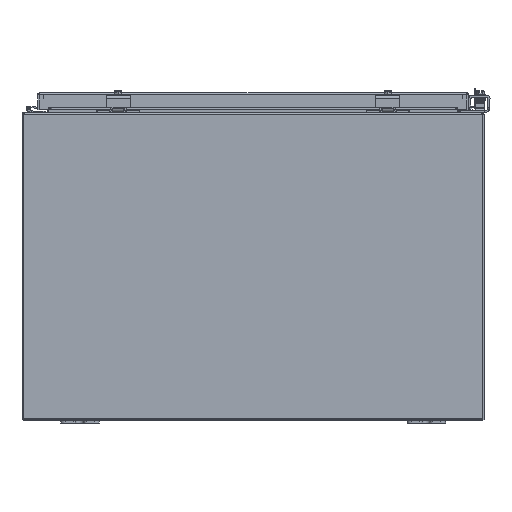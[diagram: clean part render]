
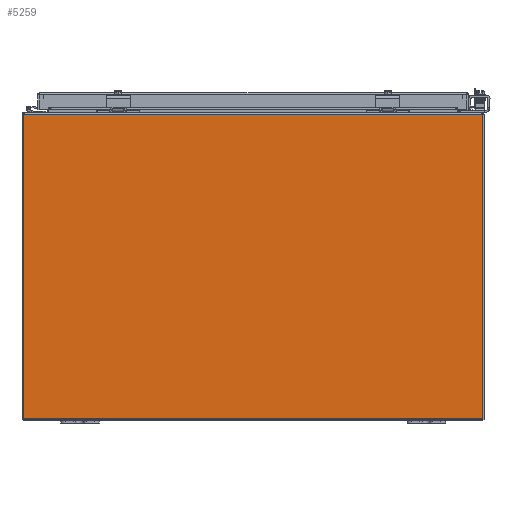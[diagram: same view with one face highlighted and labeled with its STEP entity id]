
A CAD part, front view. The second image highlights one B-rep face of the part: STEP entity #5259.
In plain terms, the highlighted planar face has unit normal (0, -1, 0).
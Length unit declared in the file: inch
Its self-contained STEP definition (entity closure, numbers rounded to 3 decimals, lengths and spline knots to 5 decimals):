
#4594=CARTESIAN_POINT('',(0.,0.,15.89475));
#4595=VERTEX_POINT('',#4594);
#4794=CARTESIAN_POINT('',(23.852,0.,15.89475));
#4795=VERTEX_POINT('',#4794);
#4796=CARTESIAN_POINT('',(23.852,0.,15.89475));
#4797=DIRECTION('',(-1.0,0.0,0.0));
#4798=VECTOR('',#4797,23.852);
#4799=LINE('',#4796,#4798);
#4800=EDGE_CURVE('',#4795,#4595,#4799,.T.);
#4978=CARTESIAN_POINT('',(0.,0.,0.10525));
#4979=VERTEX_POINT('',#4978);
#4986=CARTESIAN_POINT('',(0.,0.,0.10525));
#4987=DIRECTION('',(0.0,0.0,1.0));
#4988=VECTOR('',#4987,15.7895);
#4989=LINE('',#4986,#4988);
#4990=EDGE_CURVE('',#4979,#4595,#4989,.T.);
#5025=CARTESIAN_POINT('',(23.852,0.,0.10525));
#5026=VERTEX_POINT('',#5025);
#5027=CARTESIAN_POINT('',(23.852,0.,15.89475));
#5028=DIRECTION('',(0.0,0.0,-1.0));
#5029=VECTOR('',#5028,15.7895);
#5030=LINE('',#5027,#5029);
#5031=EDGE_CURVE('',#4795,#5026,#5030,.T.);
#5165=CARTESIAN_POINT('',(0.0,0.,0.10525));
#5166=DIRECTION('',(1.0,0.0,0.0));
#5167=VECTOR('',#5166,23.852);
#5168=LINE('',#5165,#5167);
#5169=EDGE_CURVE('',#4979,#5026,#5168,.T.);
#5248=CARTESIAN_POINT('',(11.926,0.,-14.86218));
#5249=DIRECTION('',(0.0,1.0,0.0));
#5250=DIRECTION('',(1.0,0.0,0.0));
#5251=AXIS2_PLACEMENT_3D('',#5248,#5249,#5250);
#5252=PLANE('',#5251);
#5253=ORIENTED_EDGE('',*,*,#4800,.T.);
#5254=ORIENTED_EDGE('',*,*,#4990,.F.);
#5255=ORIENTED_EDGE('',*,*,#5169,.T.);
#5256=ORIENTED_EDGE('',*,*,#5031,.F.);
#5257=EDGE_LOOP('',(#5253,#5254,#5255,#5256));
#5258=FACE_OUTER_BOUND('',#5257,.T.);
#5259=ADVANCED_FACE('',(#5258),#5252,.F.);
